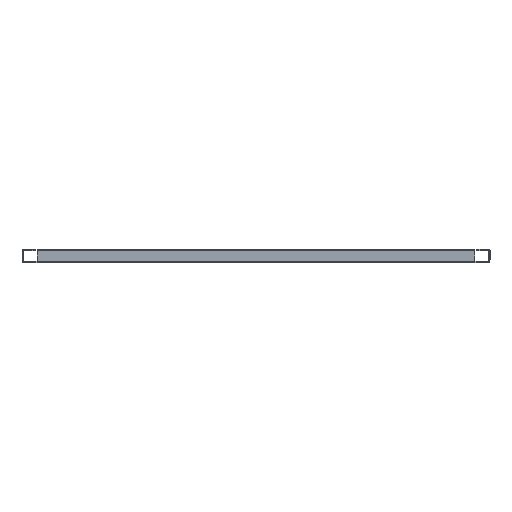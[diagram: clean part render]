
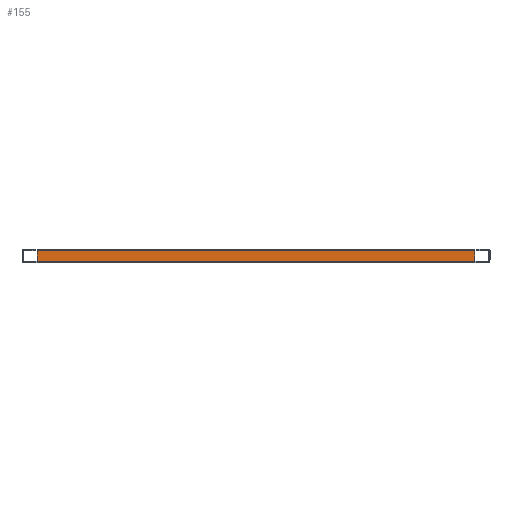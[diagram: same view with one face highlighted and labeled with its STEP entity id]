
A CAD part, left-side view. The second image highlights one B-rep face of the part: STEP entity #155.
In plain terms, the highlighted planar face has unit normal (-1, 0, 0).
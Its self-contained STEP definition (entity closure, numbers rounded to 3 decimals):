
#155 = ADVANCED_FACE ( 'NONE', ( #2891 ), #512, .F. ) ;
#507 = CARTESIAN_POINT ( 'NONE',  ( -741.51, 414.5, 2.5 ) ) ;
#512 = PLANE ( 'NONE',  #4082 ) ;
#517 = DIRECTION ( 'NONE',  ( 1., 0., 0. ) ) ;
#518 = DIRECTION ( 'NONE',  ( 0., 0., -1. ) ) ;
#1690 = CARTESIAN_POINT ( 'NONE',  ( -741.51, 414.5, 2.51 ) ) ;
#1721 = DIRECTION ( 'NONE',  ( 0., 1., 0. ) ) ;
#1724 = CARTESIAN_POINT ( 'NONE',  ( -741.51, -414.5, 2.5 ) ) ;
#1725 = DIRECTION ( 'NONE',  ( 0., 0., 1. ) ) ;
#1736 = CARTESIAN_POINT ( 'NONE',  ( -741.51, 414.5, 2.5 ) ) ;
#1737 = DIRECTION ( 'NONE',  ( 0., 0., -1. ) ) ;
#1742 = CARTESIAN_POINT ( 'NONE',  ( -741.51, -414.5, 22.49 ) ) ;
#1743 = DIRECTION ( 'NONE',  ( 0., 1., 0. ) ) ;
#2292 = CARTESIAN_POINT ( 'NONE',  ( -741.51, -414.5, 22.49 ) ) ;
#2293 = CARTESIAN_POINT ( 'NONE',  ( -741.51, -414.5, 2.51 ) ) ;
#2296 = CARTESIAN_POINT ( 'NONE',  ( -741.51, 414.5, 22.49 ) ) ;
#2298 = CARTESIAN_POINT ( 'NONE',  ( -741.51, 414.5, 2.51 ) ) ;
#2891 = FACE_OUTER_BOUND ( 'NONE', #5399, .T. ) ;
#3831 = EDGE_CURVE ( 'NONE', #5935, #5940, #4850, .T. ) ;
#3833 = EDGE_CURVE ( 'NONE', #5935, #5934, #4891, .T. ) ;
#3839 = EDGE_CURVE ( 'NONE', #5938, #5940, #4903, .T. ) ;
#3842 = EDGE_CURVE ( 'NONE', #5934, #5938, #4909, .T. ) ;
#4082 = AXIS2_PLACEMENT_3D ( 'NONE', #507, #517, #518 ) ;
#4850 = LINE ( 'NONE', #1690, #4887 ) ;
#4887 = VECTOR ( 'NONE', #1721, 1000. ) ;
#4891 = LINE ( 'NONE', #1724, #4892 ) ;
#4892 = VECTOR ( 'NONE', #1725, 1000. ) ;
#4903 = LINE ( 'NONE', #1736, #4904 ) ;
#4904 = VECTOR ( 'NONE', #1737, 1000. ) ;
#4909 = LINE ( 'NONE', #1742, #4910 ) ;
#4910 = VECTOR ( 'NONE', #1743, 1000. ) ;
#5365 = ORIENTED_EDGE ( 'NONE', *, *, #3839, .T. ) ;
#5399 = EDGE_LOOP ( 'NONE', ( #5485, #5365, #5413, #5436 ) ) ;
#5413 = ORIENTED_EDGE ( 'NONE', *, *, #3831, .F. ) ;
#5436 = ORIENTED_EDGE ( 'NONE', *, *, #3833, .T. ) ;
#5485 = ORIENTED_EDGE ( 'NONE', *, *, #3842, .T. ) ;
#5934 = VERTEX_POINT ( 'NONE', #2292 ) ;
#5935 = VERTEX_POINT ( 'NONE', #2293 ) ;
#5938 = VERTEX_POINT ( 'NONE', #2296 ) ;
#5940 = VERTEX_POINT ( 'NONE', #2298 ) ;
